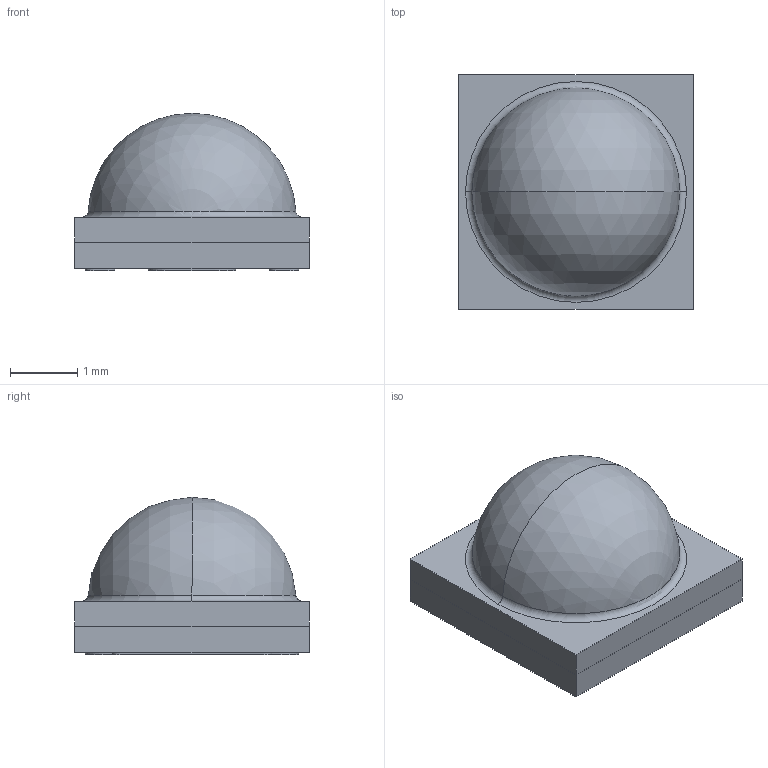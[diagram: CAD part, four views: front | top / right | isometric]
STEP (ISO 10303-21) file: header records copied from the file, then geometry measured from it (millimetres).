
FILE_DESCRIPTION (( 'STEP AP214' ), '1' );
FILE_NAME ('NVSW319B.STEP', '2020-09-01T05:04:17', ( '' ), ( '' ), 'SwSTEP 2.0', 'SolidWorks 2019', '' );
FILE_SCHEMA (( 'AUTOMOTIVE_DESIGN' ));
Length unit declared in the file: millimetre
Products named in the file (3): NVSW319B; Part1; Part2
Assembly tree (2 placements, depth 2):
  NVSW319B
    Part1
    Part2
Bounding box: 3.5 x 3.5 x 2.35 mm (x, y, z)
Volume: 17.4 mm3; surface area: 67.4 mm2
Topology: 2 solids, 2 shells, 43 faces, 104 edges, 69 vertices
Faces by surface type: plane 27, cylinder 12, sphere 2, torus 2
Entity records: 1372 total; most frequent: DIRECTION 232, CARTESIAN_POINT 221, ORIENTED_EDGE 208, EDGE_CURVE 104, AXIS2_PLACEMENT_3D 80, VECTOR 72, LINE 72, VERTEX_POINT 69
